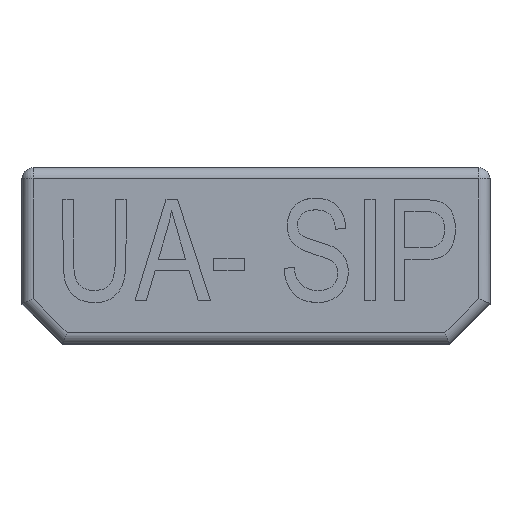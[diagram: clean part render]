
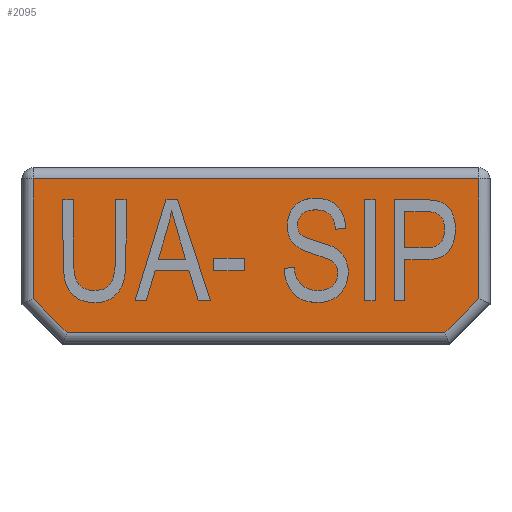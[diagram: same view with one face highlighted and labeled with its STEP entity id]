
A CAD part, top view. The second image highlights one B-rep face of the part: STEP entity #2095.
In plain terms, the highlighted planar face has unit normal (0, 0, 1).
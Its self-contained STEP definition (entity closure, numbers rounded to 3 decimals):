
#234=FACE_OUTER_BOUND('',#370,.T.);
#370=EDGE_LOOP('',(#1780,#1781,#1782,#1783,#1784,#1785));
#591=LINE('',#3871,#823);
#595=LINE('',#3894,#827);
#596=LINE('',#3896,#828);
#597=LINE('',#3897,#829);
#598=LINE('',#3899,#830);
#599=LINE('',#3900,#831);
#823=VECTOR('',#2682,1000.);
#827=VECTOR('',#2708,1000.);
#828=VECTOR('',#2709,1000.);
#829=VECTOR('',#2710,1000.);
#830=VECTOR('',#2711,1000.);
#831=VECTOR('',#2712,1000.);
#1011=VERTEX_POINT('',#3868);
#1012=VERTEX_POINT('',#3870);
#1019=VERTEX_POINT('',#3892);
#1020=VERTEX_POINT('',#3893);
#1021=VERTEX_POINT('',#3895);
#1022=VERTEX_POINT('',#3898);
#1267=EDGE_CURVE('',#1011,#1012,#591,.T.);
#1278=EDGE_CURVE('',#1019,#1020,#595,.T.);
#1279=EDGE_CURVE('',#1020,#1021,#596,.T.);
#1280=EDGE_CURVE('',#1021,#1012,#597,.T.);
#1281=EDGE_CURVE('',#1011,#1022,#598,.T.);
#1282=EDGE_CURVE('',#1022,#1019,#599,.T.);
#1780=ORIENTED_EDGE('',*,*,#1278,.T.);
#1781=ORIENTED_EDGE('',*,*,#1279,.T.);
#1782=ORIENTED_EDGE('',*,*,#1280,.T.);
#1783=ORIENTED_EDGE('',*,*,#1267,.F.);
#1784=ORIENTED_EDGE('',*,*,#1281,.T.);
#1785=ORIENTED_EDGE('',*,*,#1282,.T.);
#1974=PLANE('',#2256);
#2095=ADVANCED_FACE('',(#234),#1974,.T.);
#2256=AXIS2_PLACEMENT_3D('',#3891,#2706,#2707);
#2682=DIRECTION('',(1.,0.,0.));
#2706=DIRECTION('center_axis',(0.,0.,1.));
#2707=DIRECTION('ref_axis',(-1.,0.,0.));
#2708=DIRECTION('',(1.,0.,0.));
#2709=DIRECTION('',(0.707,0.707,0.));
#2710=DIRECTION('',(0.,1.,0.));
#2711=DIRECTION('',(0.,-1.,0.));
#2712=DIRECTION('',(0.707,-0.707,0.));
#3868=CARTESIAN_POINT('',(-0.73,0.9,7.1));
#3870=CARTESIAN_POINT('',(3.24,0.9,7.1));
#3871=CARTESIAN_POINT('',(3.34,0.9,7.1));
#3891=CARTESIAN_POINT('Origin',(3.34,1.,7.1));
#3892=CARTESIAN_POINT('',(-0.429,-0.47,7.1));
#3893=CARTESIAN_POINT('',(2.939,-0.47,7.1));
#3894=CARTESIAN_POINT('',(3.34,-0.47,7.1));
#3895=CARTESIAN_POINT('',(3.24,-0.169,7.1));
#3896=CARTESIAN_POINT('',(2.939,-0.47,7.1));
#3897=CARTESIAN_POINT('',(3.24,1.,7.1));
#3898=CARTESIAN_POINT('',(-0.73,-0.169,7.1));
#3899=CARTESIAN_POINT('',(-0.73,1.,7.1));
#3900=CARTESIAN_POINT('',(-0.73,-0.169,7.1));
